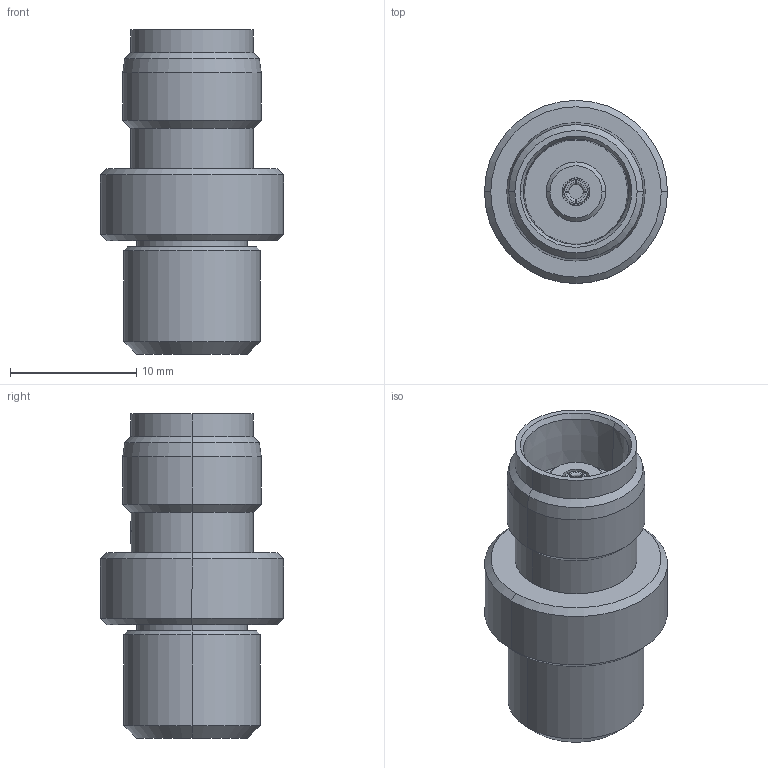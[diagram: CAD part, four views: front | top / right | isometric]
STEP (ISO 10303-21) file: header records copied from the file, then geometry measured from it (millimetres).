
FILE_DESCRIPTION (( 'STEP AP214' ), '1' );
FILE_NAME ('J01016A0003.STEP', '2019-07-08T06:19:41', ( '' ), ( '' ), 'SwSTEP 2.0', 'SolidWorks 2018', '' );
FILE_SCHEMA (( 'AUTOMOTIVE_DESIGN' ));
Length unit declared in the file: millimetre
Products named in the file (1): J01016A0003
Bounding box: 14.5 x 14.5 x 25.7 mm (x, y, z)
Volume: 2402.2 mm3; surface area: 1445.3 mm2
Topology: 1 solids, 1 shells, 94 faces, 212 edges, 134 vertices
Faces by surface type: plane 42, cylinder 28, cone 20, torus 4
Entity records: 3760 total; most frequent: CARTESIAN_POINT 625, DIRECTION 438, ORIENTED_EDGE 424, EDGE_CURVE 212, AXIS2_PLACEMENT_3D 169, VERTEX_POINT 134, EDGE_LOOP 108, VECTOR 100
